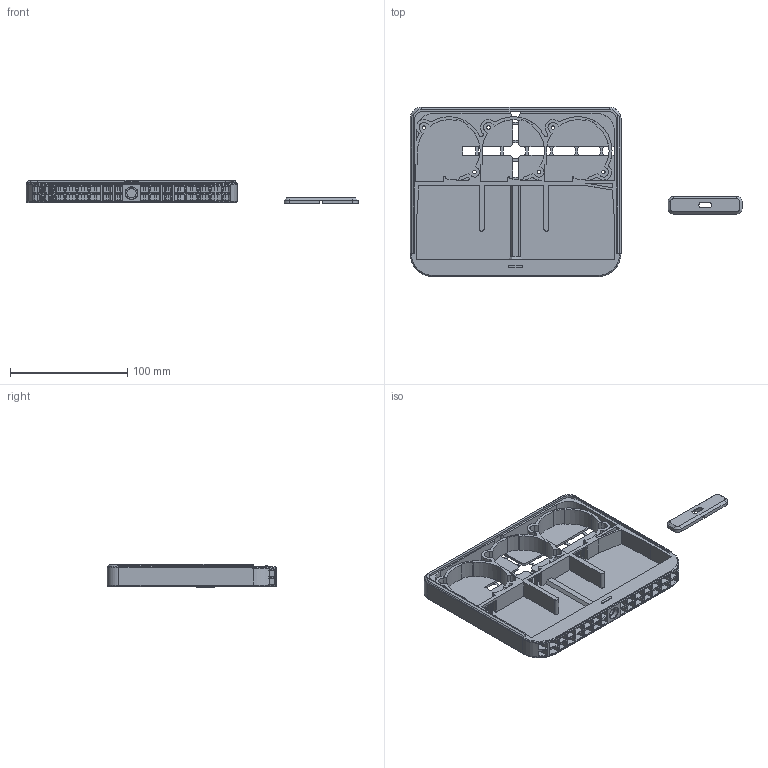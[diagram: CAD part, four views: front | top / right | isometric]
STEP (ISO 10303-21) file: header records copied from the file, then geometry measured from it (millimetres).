
FILE_DESCRIPTION(/* description */ (''),/* implementation_level */ '2;1');
FILE_NAME(/* name */ 'THE_FILTER_FYSETC_EDITION v3 v1.step',/* time_stamp */ '2023-01-08T12:56:14-08:00',/* author */ (''),/* organization */ (''),/* preprocessor_version */ 'ST-DEVELOPER v19.2',/* originating_system */ 'Autodesk Translation Framework v11.17.0.187',/* authorisation */ '');
FILE_SCHEMA (('AUTOMOTIVE_DESIGN { 1 0 10303 214 3 1 1 }'));
Length unit declared in the file: millimetre
Products named in the file (3): THE_FILTER_FYSETC_EDITION v3; Filter Body; solder-jig
Assembly tree (2 placements, depth 2):
  THE_FILTER_FYSETC_EDITION v3
    Filter Body
    solder-jig
Bounding box: 283.17 x 144.64 x 20 mm (x, y, z)
Volume: 145447.6 mm3; surface area: 104092.1 mm2
Topology: 2 solids, 2 shells, 795 faces, 2401 edges, 1529 vertices
Faces by surface type: plane 664, cylinder 92, cone 39
Full cylindrical faces by diameter (mm): 3 x6, 8 x1, 10.2 x1, 10.5 x1
Entity records: 26833 total; most frequent: CARTESIAN_POINT 4868, ORIENTED_EDGE 4802, DIRECTION 4215, EDGE_CURVE 2401, LINE 2075, VECTOR 2075, VERTEX_POINT 1529, AXIS2_PLACEMENT_3D 1070
